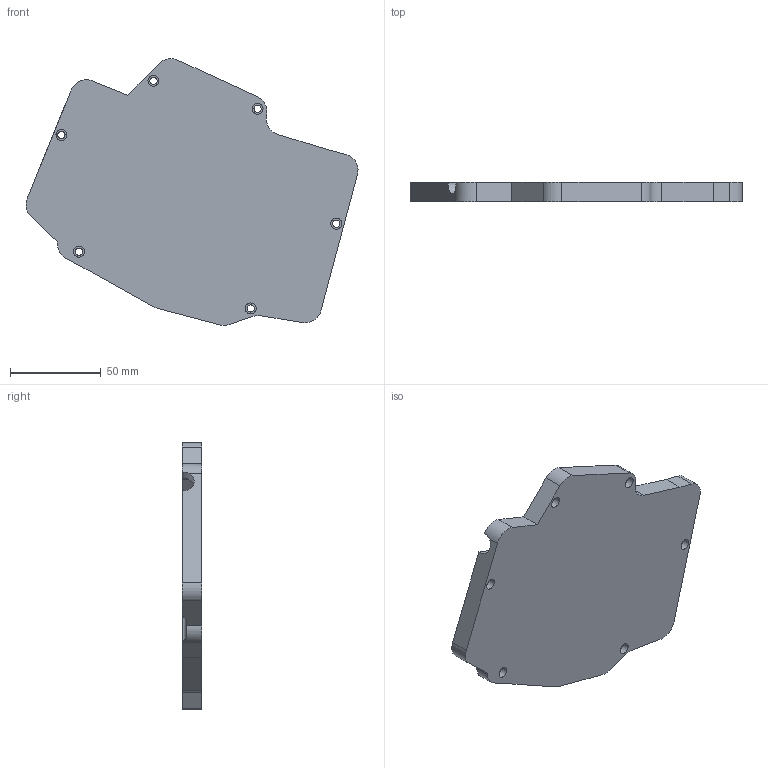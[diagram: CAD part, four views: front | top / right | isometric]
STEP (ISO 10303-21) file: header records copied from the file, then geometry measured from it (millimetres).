
FILE_DESCRIPTION(/* description */ ('STEP AP242','CAx-IF Rec.Pracs.---Representation and Presentation of Product Manufacturing Information (PMI)---4.0---2014-10-13','CAx-IF Rec.Pracs.---3D Tessellated Geometry---0.4---2014-09-14','2;1'),/* implementation_level */ '2;1');
FILE_NAME(/* name */ '3D printed parts - Right Case Bottom',/* time_stamp */ '2025-03-15T20:37:23Z',/* author */ (''),/* organization */ (''),/* preprocessor_version */ 'ST-DEVELOPER v20',/* originating_system */ 'ONSHAPE BY PTC INC, 1.195',/* authorisation */ ' ');
FILE_SCHEMA (('AP242_MANAGED_MODEL_BASED_3D_ENGINEERING_MIM_LF { 1 0 10303 442 1 1 4 }'));
Length unit declared in the file: metre
Products named in the file (1): Right Case Bottom
Bounding box: 182.94 x 10.7 x 146.97 mm (x, y, z)
Volume: 90145.9 mm3; surface area: 47378.4 mm2
Topology: 1 solids, 1 shells, 217 faces, 588 edges, 392 vertices
Faces by surface type: plane 140, bspline 48, cylinder 29
Full cylindrical faces by diameter (mm): 4 x6, 6 x6
Entity records: 6923 total; most frequent: CARTESIAN_POINT 1722, ORIENTED_EDGE 1152, DIRECTION 877, EDGE_CURVE 576, LINE 419, VECTOR 419, VERTEX_POINT 392, EDGE_LOOP 260
